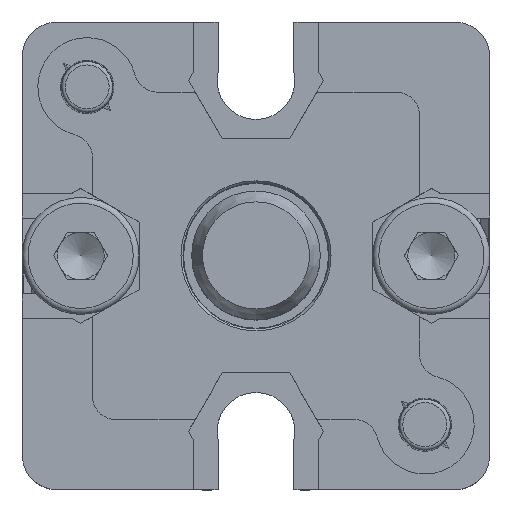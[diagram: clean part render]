
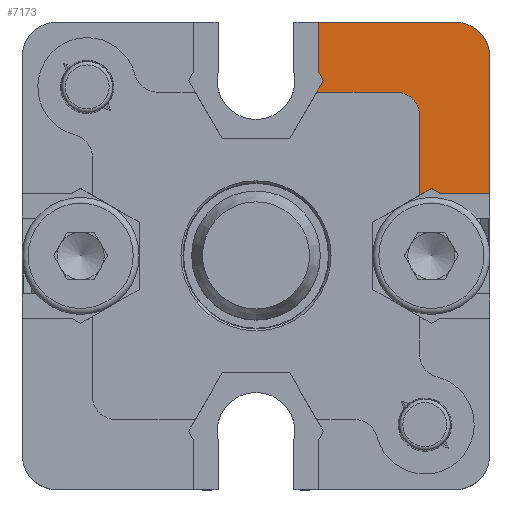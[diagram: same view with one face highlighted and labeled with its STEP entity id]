
A CAD part, top view. The second image highlights one B-rep face of the part: STEP entity #7173.
In plain terms, the highlighted face is planar.
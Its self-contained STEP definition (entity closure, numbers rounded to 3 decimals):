
#797=FACE_OUTER_BOUND('',#1201,.T.);
#1201=EDGE_LOOP('',(#5912,#5913,#5914,#5915,#5916,#5917,#5918,#5919,#5920,
#5921,#5922,#5923));
#1706=LINE('',#12208,#2349);
#1755=LINE('',#12314,#2398);
#1794=LINE('',#12412,#2437);
#1795=LINE('',#12416,#2438);
#1796=LINE('',#12418,#2439);
#1797=LINE('',#12420,#2440);
#1798=LINE('',#12421,#2441);
#1799=LINE('',#12424,#2442);
#1800=LINE('',#12426,#2443);
#1801=LINE('',#12427,#2444);
#2349=VECTOR('',#9442,1000.);
#2398=VECTOR('',#9511,1000.);
#2437=VECTOR('',#9582,1000.);
#2438=VECTOR('',#9585,1000.);
#2439=VECTOR('',#9586,1000.);
#2440=VECTOR('',#9587,1000.);
#2441=VECTOR('',#9588,1000.);
#2442=VECTOR('',#9591,1000.);
#2443=VECTOR('',#9592,1000.);
#2444=VECTOR('',#9593,1000.);
#2800=CIRCLE('',#7971,2.);
#2801=CIRCLE('',#7972,3.);
#3325=VERTEX_POINT('',#12205);
#3326=VERTEX_POINT('',#12207);
#3364=VERTEX_POINT('',#12311);
#3365=VERTEX_POINT('',#12313);
#3399=VERTEX_POINT('',#12410);
#3400=VERTEX_POINT('',#12411);
#3401=VERTEX_POINT('',#12413);
#3402=VERTEX_POINT('',#12415);
#3403=VERTEX_POINT('',#12417);
#3404=VERTEX_POINT('',#12419);
#3405=VERTEX_POINT('',#12423);
#3406=VERTEX_POINT('',#12425);
#4200=EDGE_CURVE('',#3326,#3325,#1706,.T.);
#4252=EDGE_CURVE('',#3365,#3364,#1755,.T.);
#4300=EDGE_CURVE('',#3399,#3400,#1794,.T.);
#4301=EDGE_CURVE('',#3401,#3399,#2800,.T.);
#4302=EDGE_CURVE('',#3402,#3401,#1795,.T.);
#4303=EDGE_CURVE('',#3402,#3403,#1796,.T.);
#4304=EDGE_CURVE('',#3403,#3404,#1797,.T.);
#4305=EDGE_CURVE('',#3404,#3365,#1798,.T.);
#4306=EDGE_CURVE('',#3364,#3326,#2801,.T.);
#4307=EDGE_CURVE('',#3325,#3405,#1799,.T.);
#4308=EDGE_CURVE('',#3405,#3406,#1800,.T.);
#4309=EDGE_CURVE('',#3406,#3400,#1801,.T.);
#5912=ORIENTED_EDGE('',*,*,#4300,.F.);
#5913=ORIENTED_EDGE('',*,*,#4301,.F.);
#5914=ORIENTED_EDGE('',*,*,#4302,.F.);
#5915=ORIENTED_EDGE('',*,*,#4303,.T.);
#5916=ORIENTED_EDGE('',*,*,#4304,.T.);
#5917=ORIENTED_EDGE('',*,*,#4305,.T.);
#5918=ORIENTED_EDGE('',*,*,#4252,.T.);
#5919=ORIENTED_EDGE('',*,*,#4306,.T.);
#5920=ORIENTED_EDGE('',*,*,#4200,.T.);
#5921=ORIENTED_EDGE('',*,*,#4307,.T.);
#5922=ORIENTED_EDGE('',*,*,#4308,.T.);
#5923=ORIENTED_EDGE('',*,*,#4309,.T.);
#6840=PLANE('',#7970);
#7173=ADVANCED_FACE('',(#797),#6840,.T.);
#7970=AXIS2_PLACEMENT_3D('',#12409,#9580,#9581);
#7971=AXIS2_PLACEMENT_3D('',#12414,#9583,#9584);
#7972=AXIS2_PLACEMENT_3D('',#12422,#9589,#9590);
#9442=DIRECTION('',(-1.,0.,0.));
#9511=DIRECTION('',(0.,0.,-1.));
#9580=DIRECTION('center_axis',(0.,1.,0.));
#9581=DIRECTION('ref_axis',(0.,0.,1.));
#9582=DIRECTION('',(-1.,0.,0.));
#9583=DIRECTION('center_axis',(0.,1.,0.));
#9584=DIRECTION('ref_axis',(0.,0.,-1.));
#9585=DIRECTION('',(0.,0.,-1.));
#9586=DIRECTION('',(0.866,0.,-0.5));
#9587=DIRECTION('',(0.866,0.,0.5));
#9588=DIRECTION('',(1.,0.,0.));
#9589=DIRECTION('center_axis',(0.,1.,0.));
#9590=DIRECTION('ref_axis',(0.,0.,-1.));
#9591=DIRECTION('',(0.,0.,1.));
#9592=DIRECTION('',(0.5,0.,0.866));
#9593=DIRECTION('',(-0.5,0.,0.866));
#12205=CARTESIAN_POINT('',(5.329,15.,-20.));
#12207=CARTESIAN_POINT('',(17.,15.,-20.));
#12208=CARTESIAN_POINT('',(17.,15.,-20.));
#12311=CARTESIAN_POINT('',(20.,15.,-17.));
#12313=CARTESIAN_POINT('',(20.,15.,-5.329));
#12314=CARTESIAN_POINT('',(20.,15.,17.));
#12409=CARTESIAN_POINT('Origin',(17.,15.,17.));
#12410=CARTESIAN_POINT('',(12.,15.,-14.));
#12411=CARTESIAN_POINT('',(5.196,15.,-14.));
#12412=CARTESIAN_POINT('',(12.,15.,-14.));
#12413=CARTESIAN_POINT('',(14.,15.,-12.));
#12414=CARTESIAN_POINT('Origin',(12.,15.,-12.));
#12415=CARTESIAN_POINT('',(14.,15.,-5.196));
#12416=CARTESIAN_POINT('',(14.,15.,8.421));
#12417=CARTESIAN_POINT('',(15.,15.,-5.774));
#12418=CARTESIAN_POINT('',(10.,15.,-2.887));
#12419=CARTESIAN_POINT('',(15.77,15.,-5.329));
#12420=CARTESIAN_POINT('',(15.,15.,-5.774));
#12421=CARTESIAN_POINT('',(15.77,15.,-5.329));
#12422=CARTESIAN_POINT('Origin',(17.,15.,-17.));
#12423=CARTESIAN_POINT('',(5.329,15.,-15.77));
#12424=CARTESIAN_POINT('',(5.329,15.,-20.));
#12425=CARTESIAN_POINT('',(5.774,15.,-15.));
#12426=CARTESIAN_POINT('',(5.329,15.,-15.77));
#12427=CARTESIAN_POINT('',(5.774,15.,-15.));
